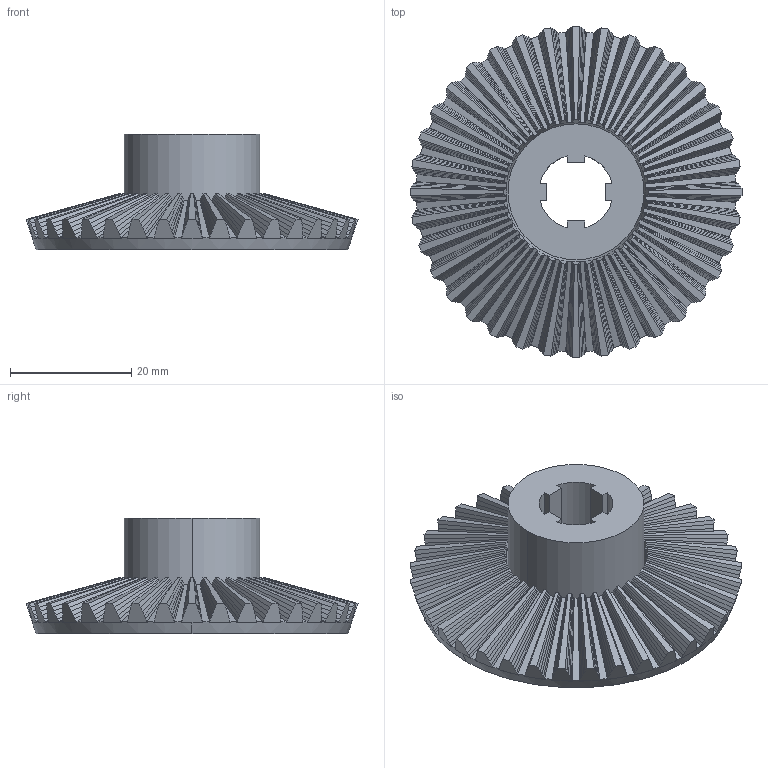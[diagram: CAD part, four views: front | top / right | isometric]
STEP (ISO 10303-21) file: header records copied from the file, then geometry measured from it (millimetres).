
FILE_DESCRIPTION (( 'STEP AP203' ), '1' );
FILE_NAME ('Large Bevel Gear.STEP', '2025-12-09T16:42:49', ( '' ), ( '' ), 'SwSTEP 2.0', 'SolidWorks 2025', '' );
FILE_SCHEMA (( 'CONFIG_CONTROL_DESIGN' ));
Length unit declared in the file: millimetre
Products named in the file (1): Large Bevel Gear
Bounding box: 54.82 x 54.82 x 19.06 mm (x, y, z)
Volume: 16170.2 mm3; surface area: 8517.3 mm2
Topology: 1 solids, 1 shells, 600 faces, 1716 edges, 1118 vertices
Faces by surface type: plane 554, cone 40, cylinder 6
Entity records: 19545 total; most frequent: CARTESIAN_POINT 4407, ORIENTED_EDGE 3432, DIRECTION 2716, EDGE_CURVE 1716, LINE 1342, VECTOR 1342, VERTEX_POINT 1118, AXIS2_PLACEMENT_3D 687
